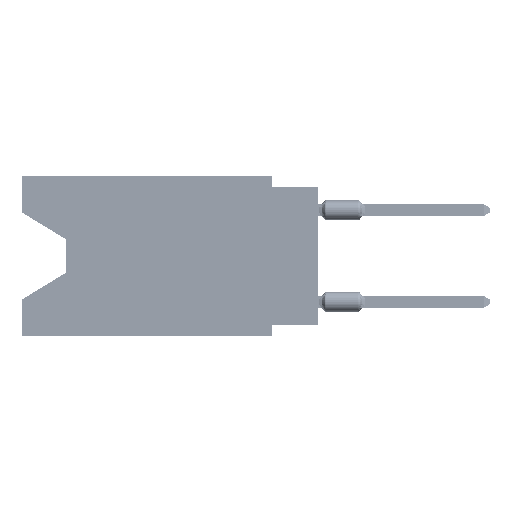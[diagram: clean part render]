
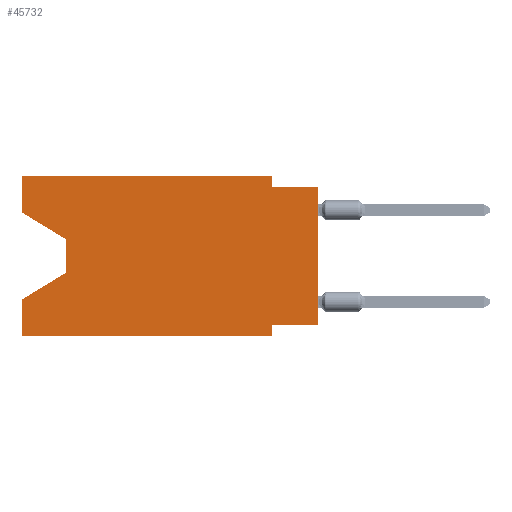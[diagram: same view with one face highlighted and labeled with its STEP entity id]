
A CAD part, left-side view. The second image highlights one B-rep face of the part: STEP entity #45732.
In plain terms, the highlighted planar face has unit normal (-1, 0, 0).
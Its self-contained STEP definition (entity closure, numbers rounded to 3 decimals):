
#185 = PLANE ( 'NONE',  #77188 ) ;
#1514 = VECTOR ( 'NONE', #75092, 1000. ) ;
#4278 = EDGE_CURVE ( 'NONE', #30147, #92898, #93148, .T. ) ;
#5775 = CARTESIAN_POINT ( 'NONE',  ( 0., 2.54, -8.89 ) ) ;
#6535 = CARTESIAN_POINT ( 'NONE',  ( 0., 2.54, -8.89 ) ) ;
#8418 = VERTEX_POINT ( 'NONE', #68976 ) ;
#8709 = EDGE_CURVE ( 'NONE', #55223, #30147, #48325, .T. ) ;
#9271 = DIRECTION ( 'NONE',  ( 0., -0.855, -0.519 ) ) ;
#11344 = LINE ( 'NONE', #51923, #1514 ) ;
#11608 = ORIENTED_EDGE ( 'NONE', *, *, #14200, .F. ) ;
#12055 = CARTESIAN_POINT ( 'NONE',  ( 0., 16.383, -6.852 ) ) ;
#12193 = ORIENTED_EDGE ( 'NONE', *, *, #4278, .T. ) ;
#12407 = CARTESIAN_POINT ( 'NONE',  ( 0., 16.383, -8.89 ) ) ;
#12729 = DIRECTION ( 'NONE',  ( 0., 0., -1. ) ) ;
#13453 = EDGE_CURVE ( 'NONE', #34804, #97774, #18783, .T. ) ;
#13597 = CARTESIAN_POINT ( 'NONE',  ( 0., 16.383, 0. ) ) ;
#14200 = EDGE_CURVE ( 'NONE', #79694, #46201, #61548, .T. ) ;
#14421 = EDGE_CURVE ( 'NONE', #8418, #60174, #24475, .T. ) ;
#15010 = LINE ( 'NONE', #100375, #50102 ) ;
#16259 = ORIENTED_EDGE ( 'NONE', *, *, #89146, .T. ) ;
#18783 = LINE ( 'NONE', #13597, #67198 ) ;
#18967 = ORIENTED_EDGE ( 'NONE', *, *, #37828, .F. ) ;
#20629 = LINE ( 'NONE', #12407, #29867 ) ;
#22704 = DIRECTION ( 'NONE',  ( 0., 0., -1. ) ) ;
#22970 = DIRECTION ( 'NONE',  ( 0., 0., 1. ) ) ;
#23626 = VECTOR ( 'NONE', #22704, 1000. ) ;
#24458 = EDGE_CURVE ( 'NONE', #55223, #34804, #11344, .T. ) ;
#24475 = LINE ( 'NONE', #95428, #85548 ) ;
#24736 = ORIENTED_EDGE ( 'NONE', *, *, #101468, .T. ) ;
#26103 = CARTESIAN_POINT ( 'NONE',  ( 0., 16.383, 0. ) ) ;
#29521 = CARTESIAN_POINT ( 'NONE',  ( 0., 16.383, 0. ) ) ;
#29867 = VECTOR ( 'NONE', #65894, 1000. ) ;
#30147 = VERTEX_POINT ( 'NONE', #47054 ) ;
#31019 = LINE ( 'NONE', #38745, #33891 ) ;
#31140 = CARTESIAN_POINT ( 'NONE',  ( 0., 13.97, -5.385 ) ) ;
#32391 = LINE ( 'NONE', #97183, #59260 ) ;
#33891 = VECTOR ( 'NONE', #101486, 1000. ) ;
#34062 = VERTEX_POINT ( 'NONE', #81882 ) ;
#34804 = VERTEX_POINT ( 'NONE', #26103 ) ;
#35470 = EDGE_CURVE ( 'NONE', #80167, #34062, #32391, .T. ) ;
#35882 = CARTESIAN_POINT ( 'NONE',  ( 0., 0., -0.635 ) ) ;
#36556 = VECTOR ( 'NONE', #93899, 1000. ) ;
#37828 = EDGE_CURVE ( 'NONE', #98381, #34062, #77504, .T. ) ;
#37889 = EDGE_LOOP ( 'NONE', ( #91737, #12193, #16259, #62554, #24736, #11608, #101699, #80985, #18967, #65777, #75706, #56219 ) ) ;
#38118 = CARTESIAN_POINT ( 'NONE',  ( 0., 13.97, -3.505 ) ) ;
#38745 = CARTESIAN_POINT ( 'NONE',  ( 0., 2.54, 0. ) ) ;
#44967 = FACE_OUTER_BOUND ( 'NONE', #37889, .T. ) ;
#45732 = ADVANCED_FACE ( 'NONE', ( #44967 ), #185, .F. ) ;
#46201 = VERTEX_POINT ( 'NONE', #5775 ) ;
#47054 = CARTESIAN_POINT ( 'NONE',  ( 0., 13.97, -3.505 ) ) ;
#48325 = LINE ( 'NONE', #79721, #80089 ) ;
#50102 = VECTOR ( 'NONE', #85446, 1000. ) ;
#51923 = CARTESIAN_POINT ( 'NONE',  ( 0., 16.383, 0. ) ) ;
#55223 = VERTEX_POINT ( 'NONE', #81417 ) ;
#56219 = ORIENTED_EDGE ( 'NONE', *, *, #24458, .F. ) ;
#59260 = VECTOR ( 'NONE', #79200, 1000. ) ;
#60174 = VERTEX_POINT ( 'NONE', #12055 ) ;
#61548 = LINE ( 'NONE', #6535, #83784 ) ;
#62554 = ORIENTED_EDGE ( 'NONE', *, *, #14421, .F. ) ;
#65777 = ORIENTED_EDGE ( 'NONE', *, *, #85465, .F. ) ;
#65894 = DIRECTION ( 'NONE',  ( 0., -1., 0. ) ) ;
#67198 = VECTOR ( 'NONE', #92266, 1000. ) ;
#67244 = DIRECTION ( 'NONE',  ( 0., -1., 0. ) ) ;
#67757 = VECTOR ( 'NONE', #67244, 1000. ) ;
#68976 = CARTESIAN_POINT ( 'NONE',  ( 0., 16.383, -8.89 ) ) ;
#73966 = EDGE_CURVE ( 'NONE', #80167, #79694, #15010, .T. ) ;
#75092 = DIRECTION ( 'NONE',  ( 0., 0., 1. ) ) ;
#75706 = ORIENTED_EDGE ( 'NONE', *, *, #13453, .F. ) ;
#77188 = AXIS2_PLACEMENT_3D ( 'NONE', #29521, #99987, #100497 ) ;
#77504 = LINE ( 'NONE', #35882, #67757 ) ;
#78461 = LINE ( 'NONE', #31140, #36556 ) ;
#79200 = DIRECTION ( 'NONE',  ( 0., 0., 1. ) ) ;
#79694 = VERTEX_POINT ( 'NONE', #94641 ) ;
#79721 = CARTESIAN_POINT ( 'NONE',  ( 0., 16.383, -2.038 ) ) ;
#80089 = VECTOR ( 'NONE', #9271, 1000. ) ;
#80167 = VERTEX_POINT ( 'NONE', #84279 ) ;
#80985 = ORIENTED_EDGE ( 'NONE', *, *, #35470, .T. ) ;
#81417 = CARTESIAN_POINT ( 'NONE',  ( 0., 16.383, -2.038 ) ) ;
#81882 = CARTESIAN_POINT ( 'NONE',  ( 0., 0., -0.635 ) ) ;
#83120 = CARTESIAN_POINT ( 'NONE',  ( 0., 2.54, 0. ) ) ;
#83784 = VECTOR ( 'NONE', #12729, 1000. ) ;
#84279 = CARTESIAN_POINT ( 'NONE',  ( 0., 0., -8.255 ) ) ;
#84512 = CARTESIAN_POINT ( 'NONE',  ( 0., 2.54, -0.635 ) ) ;
#85446 = DIRECTION ( 'NONE',  ( 0., 1., 0. ) ) ;
#85465 = EDGE_CURVE ( 'NONE', #97774, #98381, #31019, .T. ) ;
#85548 = VECTOR ( 'NONE', #22970, 1000. ) ;
#87132 = CARTESIAN_POINT ( 'NONE',  ( 0., 13.97, -5.385 ) ) ;
#89146 = EDGE_CURVE ( 'NONE', #92898, #60174, #78461, .T. ) ;
#91737 = ORIENTED_EDGE ( 'NONE', *, *, #8709, .T. ) ;
#92266 = DIRECTION ( 'NONE',  ( 0., -1., 0. ) ) ;
#92898 = VERTEX_POINT ( 'NONE', #87132 ) ;
#93148 = LINE ( 'NONE', #38118, #23626 ) ;
#93899 = DIRECTION ( 'NONE',  ( 0., 0.855, -0.519 ) ) ;
#94641 = CARTESIAN_POINT ( 'NONE',  ( 0., 2.54, -8.255 ) ) ;
#95428 = CARTESIAN_POINT ( 'NONE',  ( 0., 16.383, 0. ) ) ;
#97183 = CARTESIAN_POINT ( 'NONE',  ( 0., 0., 0. ) ) ;
#97774 = VERTEX_POINT ( 'NONE', #83120 ) ;
#98381 = VERTEX_POINT ( 'NONE', #84512 ) ;
#99987 = DIRECTION ( 'NONE',  ( 1., 0., 0. ) ) ;
#100375 = CARTESIAN_POINT ( 'NONE',  ( 0., 0., -8.255 ) ) ;
#100497 = DIRECTION ( 'NONE',  ( 0., 0., -1. ) ) ;
#101468 = EDGE_CURVE ( 'NONE', #8418, #46201, #20629, .T. ) ;
#101486 = DIRECTION ( 'NONE',  ( 0., 0., -1. ) ) ;
#101699 = ORIENTED_EDGE ( 'NONE', *, *, #73966, .F. ) ;
